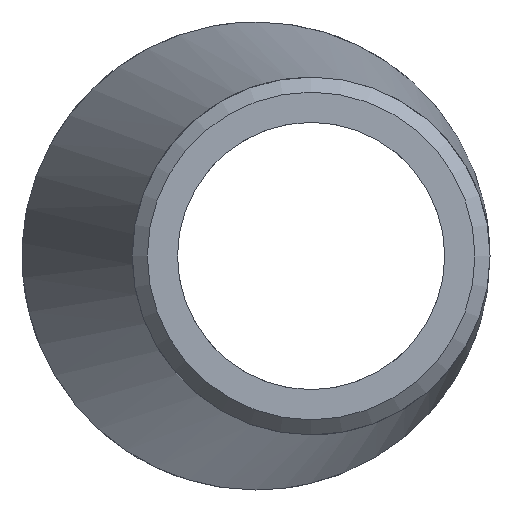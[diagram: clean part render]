
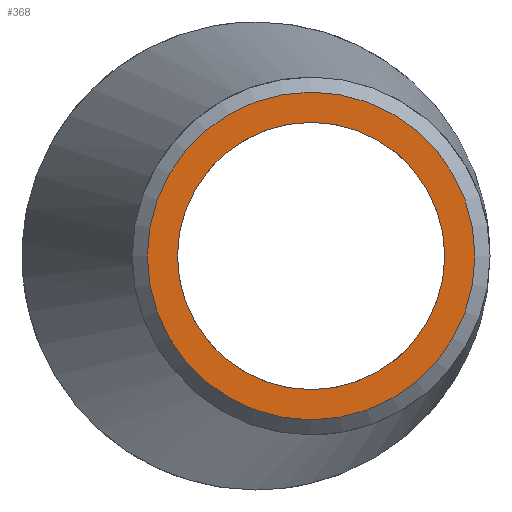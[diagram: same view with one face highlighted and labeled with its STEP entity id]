
A CAD part, left-side view. The second image highlights one B-rep face of the part: STEP entity #368.
In plain terms, the highlighted planar face has unit normal (-1, 0, 0).
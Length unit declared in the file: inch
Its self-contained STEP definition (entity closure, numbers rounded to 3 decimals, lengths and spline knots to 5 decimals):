
#53 = VERTEX_POINT ( 'NONE', #1991 ) ;
#121 = CIRCLE ( 'NONE', #1533, 1.24016 ) ;
#145 = EDGE_CURVE ( 'NONE', #53, #53, #121, .T. ) ;
#344 = FACE_OUTER_BOUND ( 'NONE', #1228, .T. ) ;
#365 = DIRECTION ( 'NONE',  ( 0., 0., -1. ) ) ;
#368 = ADVANCED_FACE ( 'NONE', ( #1147, #344 ), #1745, .F. ) ;
#422 = AXIS2_PLACEMENT_3D ( 'NONE', #593, #585, #570 ) ;
#424 = EDGE_CURVE ( 'NONE', #1994, #1994, #968, .T. ) ;
#570 = DIRECTION ( 'NONE',  ( 0., 0., -1. ) ) ;
#581 = ORIENTED_EDGE ( 'NONE', *, *, #424, .T. ) ;
#585 = DIRECTION ( 'NONE',  ( 1., 0., 0. ) ) ;
#593 = CARTESIAN_POINT ( 'NONE',  ( 0., -0.41732, 0. ) ) ;
#804 = CARTESIAN_POINT ( 'NONE',  ( 0., 0., 0. ) ) ;
#817 = AXIS2_PLACEMENT_3D ( 'NONE', #804, #1915, #365 ) ;
#968 = CIRCLE ( 'NONE', #422, 1.01181 ) ;
#1032 = DIRECTION ( 'NONE',  ( 0., 0., -1. ) ) ;
#1147 = FACE_BOUND ( 'NONE', #2010, .T. ) ;
#1228 = EDGE_LOOP ( 'NONE', ( #1259 ) ) ;
#1259 = ORIENTED_EDGE ( 'NONE', *, *, #145, .F. ) ;
#1300 = DIRECTION ( 'NONE',  ( 1., 0., 0. ) ) ;
#1476 = CARTESIAN_POINT ( 'NONE',  ( 0., -0.41732, -1.01181 ) ) ;
#1533 = AXIS2_PLACEMENT_3D ( 'NONE', #1629, #1300, #1032 ) ;
#1629 = CARTESIAN_POINT ( 'NONE',  ( 0., -0.41732, 0. ) ) ;
#1745 = PLANE ( 'NONE',  #817 ) ;
#1915 = DIRECTION ( 'NONE',  ( 1., 0., 0. ) ) ;
#1991 = CARTESIAN_POINT ( 'NONE',  ( 0., -0.41732, -1.24016 ) ) ;
#1994 = VERTEX_POINT ( 'NONE', #1476 ) ;
#2010 = EDGE_LOOP ( 'NONE', ( #581 ) ) ;
